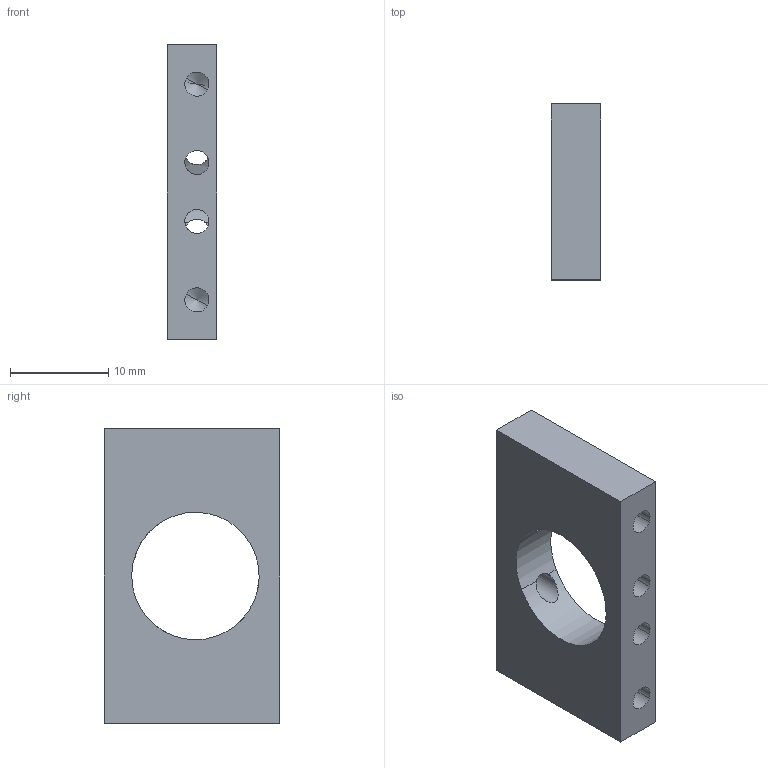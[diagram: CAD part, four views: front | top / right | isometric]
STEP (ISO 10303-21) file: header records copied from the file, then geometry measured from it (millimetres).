
FILE_DESCRIPTION(('CATIA V5 STEP Exchange'),'2;1');
FILE_NAME('HPPM_Federbefestigung.stp','2017-11-30T19:59:31+00:00',('none'),('none'),'Version 5-6 Release 2012','CATIA V5 STEP AP203','none');
FILE_SCHEMA(('CONFIG_CONTROL_DESIGN'));
Length unit declared in the file: millimetre
Products named in the file (1): HPPM_Spring_Mounting
Bounding box: 5 x 17.9 x 30 mm (x, y, z)
Volume: 1873.6 mm3; surface area: 1712.2 mm2
Topology: 1 solids, 1 shells, 32 faces, 88 edges, 52 vertices
Faces by surface type: cylinder 18, cone 8, plane 6
Entity records: 1028 total; most frequent: CARTESIAN_POINT 275, ORIENTED_EDGE 160, DIRECTION 106, EDGE_CURVE 80, VERTEX_POINT 52, AXIS2_PLACEMENT_3D 48, EDGE_LOOP 44, VECTOR 40
